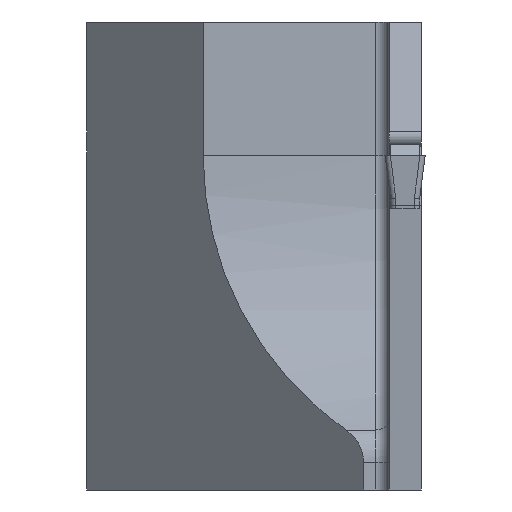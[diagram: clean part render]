
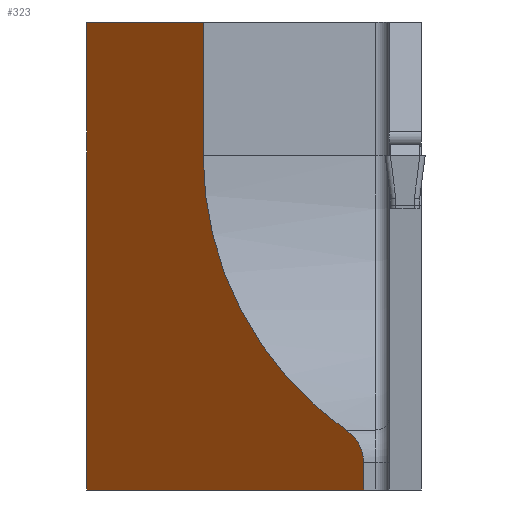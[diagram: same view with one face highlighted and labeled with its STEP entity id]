
A CAD part, left-side view. The second image highlights one B-rep face of the part: STEP entity #323.
In plain terms, the highlighted planar face has unit normal (-0.707, 0.707, 0).
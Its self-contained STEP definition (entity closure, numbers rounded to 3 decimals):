
#274=ELLIPSE('',#1240,4.243,3.);
#275=ELLIPSE('',#1256,35.355,25.);
#323=ADVANCED_FACE('',(#411),#370,.F.);
#370=PLANE('',#1266);
#411=FACE_OUTER_BOUND('',#465,.T.);
#465=EDGE_LOOP('',(#620,#621,#622,#623,#624,#625,#626));
#620=ORIENTED_EDGE('',*,*,#933,.F.);
#621=ORIENTED_EDGE('',*,*,#921,.F.);
#622=ORIENTED_EDGE('',*,*,#925,.F.);
#623=ORIENTED_EDGE('',*,*,#951,.F.);
#624=ORIENTED_EDGE('',*,*,#948,.F.);
#625=ORIENTED_EDGE('',*,*,#928,.F.);
#626=ORIENTED_EDGE('',*,*,#938,.F.);
#828=VERTEX_POINT('',#1686);
#829=VERTEX_POINT('',#1688);
#832=VERTEX_POINT('',#1695);
#833=VERTEX_POINT('',#1700);
#835=VERTEX_POINT('',#1703);
#837=VERTEX_POINT('',#1711);
#842=VERTEX_POINT('',#1739);
#921=EDGE_CURVE('',#828,#829,#1059,.T.);
#925=EDGE_CURVE('',#832,#828,#274,.T.);
#928=EDGE_CURVE('',#833,#835,#1064,.T.);
#933=EDGE_CURVE('',#829,#837,#1068,.T.);
#938=EDGE_CURVE('',#837,#833,#1072,.T.);
#948=EDGE_CURVE('',#835,#842,#1081,.T.);
#951=EDGE_CURVE('',#842,#832,#275,.T.);
#1059=LINE('',#1687,#1155);
#1064=LINE('',#1702,#1160);
#1068=LINE('',#1710,#1164);
#1072=LINE('',#1718,#1168);
#1081=LINE('',#1738,#1177);
#1155=VECTOR('',#1369,1.);
#1160=VECTOR('',#1382,1.);
#1164=VECTOR('',#1390,1.);
#1168=VECTOR('',#1398,1.);
#1177=VECTOR('',#1423,1.);
#1240=AXIS2_PLACEMENT_3D('',#1696,#1375,#1376);
#1256=AXIS2_PLACEMENT_3D('',#1744,#1428,#1429);
#1266=AXIS2_PLACEMENT_3D('',#1754,#1448,#1449);
#1369=DIRECTION('',(0.,0.,-1.));
#1375=DIRECTION('',(0.707,-0.707,0.));
#1376=DIRECTION('',(-0.707,-0.707,0.));
#1382=DIRECTION('',(-0.707,-0.707,0.));
#1390=DIRECTION('',(0.707,0.707,0.));
#1398=DIRECTION('',(0.,0.,1.));
#1423=DIRECTION('',(0.,0.,-1.));
#1428=DIRECTION('',(-0.707,0.707,0.));
#1429=DIRECTION('',(-0.707,-0.707,0.));
#1448=DIRECTION('',(0.707,-0.707,0.));
#1449=DIRECTION('',(0.707,0.707,0.));
#1686=CARTESIAN_POINT('',(11.,4.3,-22.978));
#1687=CARTESIAN_POINT('',(11.,4.3,30.));
#1688=CARTESIAN_POINT('',(11.,4.3,-25.));
#1695=CARTESIAN_POINT('',(12.286,5.586,-20.516));
#1696=CARTESIAN_POINT('',(14.,7.3,-22.978));
#1700=CARTESIAN_POINT('',(31.7,25.,10.));
#1702=CARTESIAN_POINT('',(31.7,25.,10.));
#1703=CARTESIAN_POINT('',(23.,16.3,10.));
#1710=CARTESIAN_POINT('',(31.7,25.,-25.));
#1711=CARTESIAN_POINT('',(31.7,25.,-25.));
#1718=CARTESIAN_POINT('',(31.7,25.,30.));
#1738=CARTESIAN_POINT('',(23.,16.3,30.));
#1739=CARTESIAN_POINT('',(23.,16.3,0.));
#1744=CARTESIAN_POINT('',(-2.,-8.7,0.));
#1754=CARTESIAN_POINT('',(31.7,25.,30.));
